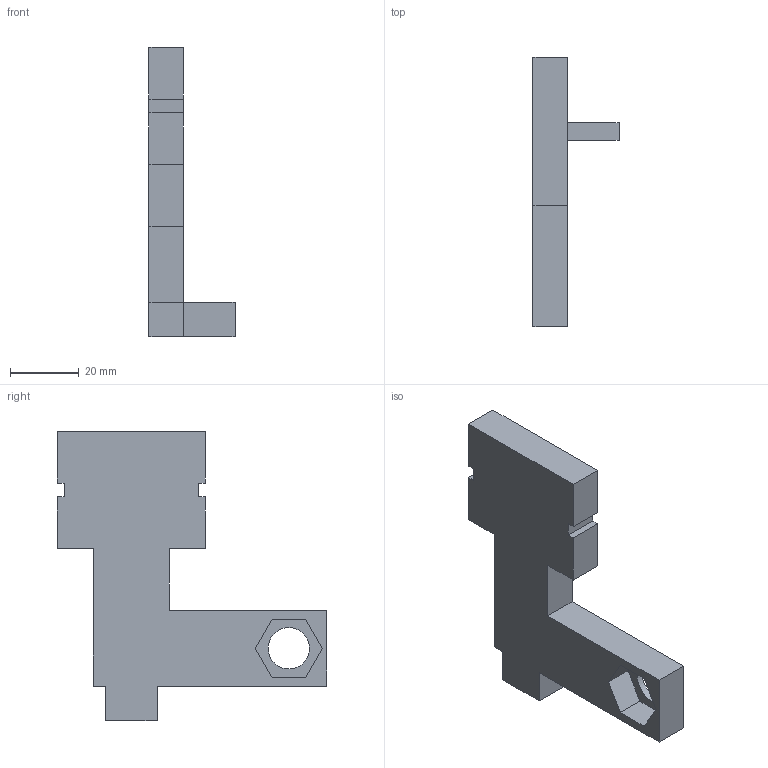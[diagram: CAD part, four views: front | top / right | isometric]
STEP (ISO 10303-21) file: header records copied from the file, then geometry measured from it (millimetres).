
FILE_DESCRIPTION(('STEP AP203'), '1');
FILE_NAME('êðåïëåíèå ïîäâèæíîãî ìîòîðà', '', ('UNSPECIFIED'), ('UNSPECIFIED'), 'C3D Converter', 'C3D Toolkit', '');
FILE_SCHEMA(('CONFIG_CONTROL_DESIGN'));
Length unit declared in the file: millimetre
Bounding box: 25 x 78.25 x 84 mm (x, y, z)
Volume: 33373 mm3; surface area: 11267.2 mm2
Topology: 1 solids, 1 shells, 36 faces, 99 edges, 66 vertices
Faces by surface type: plane 35, cylinder 1
Full cylindrical faces by diameter (mm): 12 x1
Entity records: 1452 total; most frequent: CARTESIAN_POINT 201, ORIENTED_EDGE 196, DIRECTION 174, EDGE_CURVE 98, LINE 96, VECTOR 96, VERTEX_POINT 66, EDGE_LOOP 40
